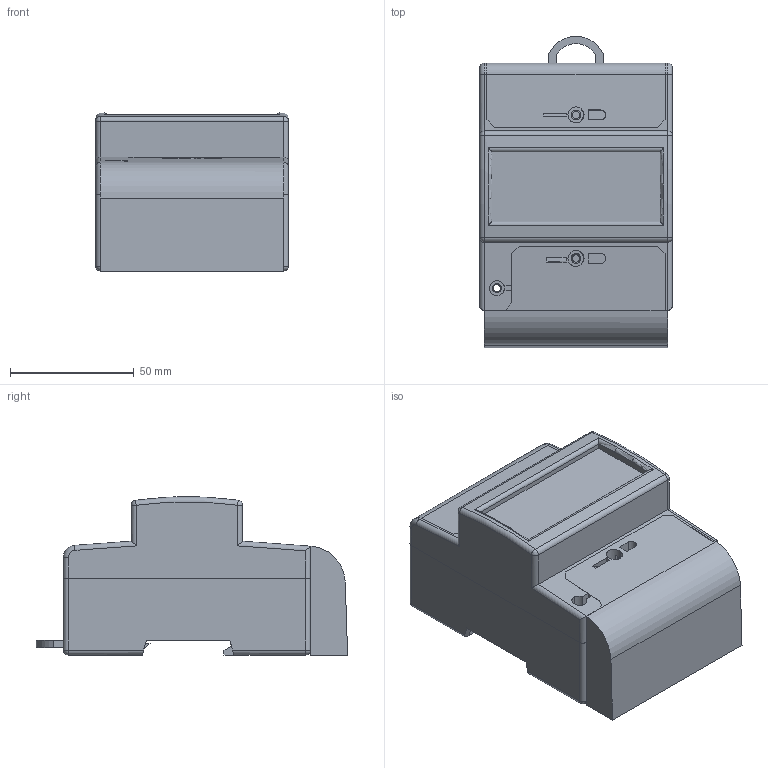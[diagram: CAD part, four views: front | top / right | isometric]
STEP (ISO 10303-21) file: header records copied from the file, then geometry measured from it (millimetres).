
FILE_DESCRIPTION (( 'STEP AP203' ), '1' );
FILE_NAME ('捗檠101鼁闉罻.STEP', '2018-09-04T07:18:11', ( '' ), ( '' ), 'SwSTEP 2.0', 'SolidWorks 2017', '' );
FILE_SCHEMA (( 'CONFIG_CONTROL_DESIGN' ));
Length unit declared in the file: millimetre
Products named in the file (9): 咽酪104牮赅 牮觇; 咽酪104牮赅; ÑÊÀÒ104êðûøêà ìàëåíüêàÿ; Êîëîäêà; çàùåëêà; ÑÊÀÒ101 îñíîâàíèå; Ñòåêëûøêî; Âñòàâêà îñíîâàíèå; 捗檠101鼁闉罻
Assembly tree (8 placements, depth 2):
  捗檠101鼁闉罻
    ÑÊÀÒ101 îñíîâàíèå
    咽酪104牮赅
    咽酪104牮赅 牮觇
    ÑÊÀÒ104êðûøêà ìàëåíüêàÿ
    Ñòåêëûøêî
    Âñòàâêà îñíîâàíèå
    Êîëîäêà
    çàùåëêà
Bounding box: 78 x 125.83 x 63.91 mm (x, y, z)
Volume: 142301.9 mm3; surface area: 116373.3 mm2
Topology: 8 solids, 8 shells, 1001 faces, 2748 edges, 1796 vertices
Faces by surface type: plane 671, cylinder 303, torus 10, sphere 9, bspline 8
Entity records: 32831 total; most frequent: CARTESIAN_POINT 6349, ORIENTED_EDGE 5482, DIRECTION 5108, EDGE_CURVE 2741, VECTOR 1998, LINE 1998, VERTEX_POINT 1794, AXIS2_PLACEMENT_3D 1555
